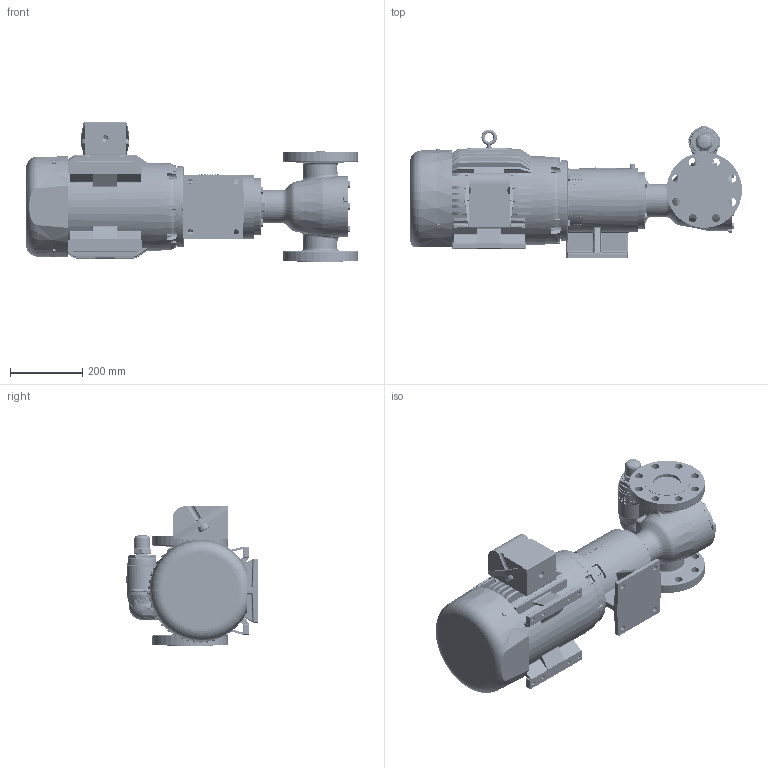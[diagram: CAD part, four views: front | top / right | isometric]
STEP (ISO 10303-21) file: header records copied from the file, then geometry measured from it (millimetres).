
FILE_DESCRIPTION (( 'STEP AP214' ), '1' );
FILE_NAME ('AV-1063.STEP', '2019-12-04T17:18:19', ( '' ), ( '' ), 'SwSTEP 2.0', 'SolidWorks 2018', '' );
FILE_SCHEMA (( 'AUTOMOTIVE_DESIGN' ));
Length unit declared in the file: inch
Products named in the file (1): AV-1063
Bounding box: 921.51 x 364.57 x 386.33 mm (x, y, z)
Volume: 37490981.5 mm3; surface area: 1665810.2 mm2
Topology: 1 solids, 1 shells, 8829 faces, 23314 edges, 15124 vertices
Faces by surface type: plane 4757, bspline 2292, cylinder 960, cone 476, torus 242, sphere 102
Entity records: 502129 total; most frequent: CARTESIAN_POINT 244706, ORIENTED_EDGE 46436, DIRECTION 31638, EDGE_CURVE 23218, VERTEX_POINT 15116, LINE 13216, VECTOR 13216, EDGE_LOOP 9732
